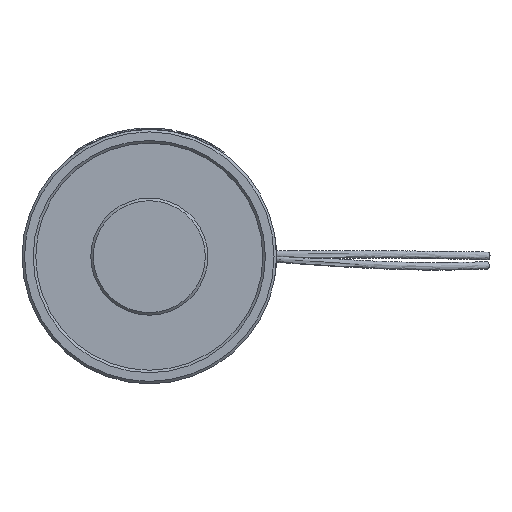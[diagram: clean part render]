
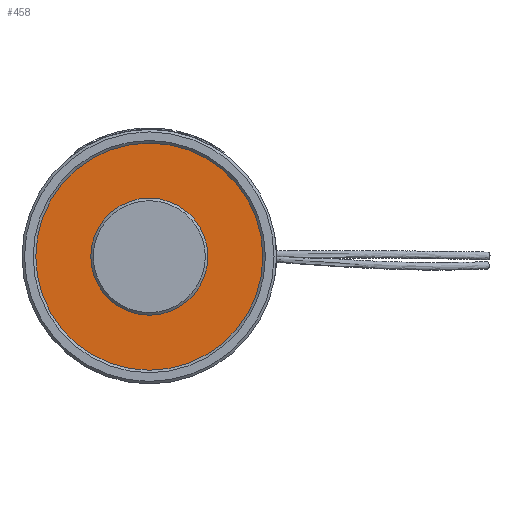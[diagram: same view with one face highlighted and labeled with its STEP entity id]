
A CAD part, front view. The second image highlights one B-rep face of the part: STEP entity #458.
In plain terms, the highlighted planar face has unit normal (0, -1, 0).
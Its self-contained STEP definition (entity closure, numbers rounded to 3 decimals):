
#458 = ADVANCED_FACE( '', ( #966, #967 ), #968, .F. );
#966 = FACE_BOUND( '', #2765, .T. );
#967 = FACE_OUTER_BOUND( '', #2766, .T. );
#968 = PLANE( '', #2767 );
#2765 = EDGE_LOOP( '', ( #4507 ) );
#2766 = EDGE_LOOP( '', ( #4508 ) );
#2767 = AXIS2_PLACEMENT_3D( '', #4509, #4510, #4511 );
#4507 = ORIENTED_EDGE( '', *, *, #5073, .T. );
#4508 = ORIENTED_EDGE( '', *, *, #5380, .F. );
#4509 = CARTESIAN_POINT( '', ( 0., -42.3, 0. ) );
#4510 = DIRECTION( '', ( 0., 1., 0. ) );
#4511 = DIRECTION( '', ( 0., 0., 1. ) );
#5073 = EDGE_CURVE( '', #5718, #5718, #5719, .T. );
#5380 = EDGE_CURVE( '', #6175, #6175, #6176, .T. );
#5718 = VERTEX_POINT( '', #7083 );
#5719 = CIRCLE( '', #7084, 11.5 );
#6175 = VERTEX_POINT( '', #8904 );
#6176 = CIRCLE( '', #8905, 22.3 );
#7083 = CARTESIAN_POINT( '', ( 11.5, -42.3, 0. ) );
#7084 = AXIS2_PLACEMENT_3D( '', #9228, #9229, #9230 );
#8904 = CARTESIAN_POINT( '', ( 22.3, -42.3, 0. ) );
#8905 = AXIS2_PLACEMENT_3D( '', #9270, #9271, #9272 );
#9228 = CARTESIAN_POINT( '', ( 0., -42.3, 0. ) );
#9229 = DIRECTION( '', ( 0., 1., 0. ) );
#9230 = DIRECTION( '', ( 1., 0., 0. ) );
#9270 = CARTESIAN_POINT( '', ( 0., -42.3, 0. ) );
#9271 = DIRECTION( '', ( 0., 1., 0. ) );
#9272 = DIRECTION( '', ( 1., 0., 0. ) );
